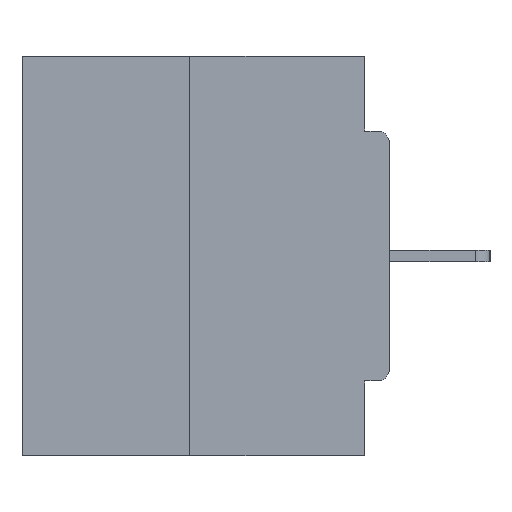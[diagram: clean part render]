
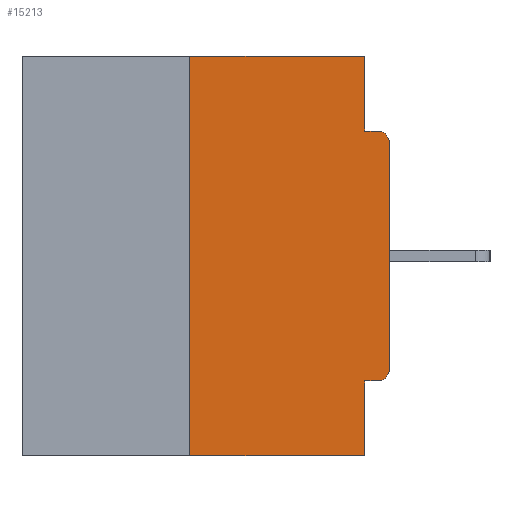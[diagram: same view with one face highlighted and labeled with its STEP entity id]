
A CAD part, left-side view. The second image highlights one B-rep face of the part: STEP entity #15213.
In plain terms, the highlighted planar face has unit normal (-1, 0, 0).
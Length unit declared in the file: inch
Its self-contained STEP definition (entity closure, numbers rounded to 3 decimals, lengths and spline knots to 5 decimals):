
#412 = VECTOR ( 'NONE', #5371, 39.37008 ) ;
#498 = EDGE_CURVE ( 'NONE', #8464, #14841, #24925, .T. ) ;
#694 = EDGE_CURVE ( 'NONE', #18333, #26146, #5585, .T. ) ;
#743 = VECTOR ( 'NONE', #1081, 39.37008 ) ;
#1077 = EDGE_LOOP ( 'NONE', ( #26829, #21006, #10190, #18162, #10695, #5307, #16292, #24914, #11964, #25143 ) ) ;
#1081 = DIRECTION ( 'NONE',  ( 0., 0., -1. ) ) ;
#1228 = DIRECTION ( 'NONE',  ( 0., 0., -1. ) ) ;
#1319 = VECTOR ( 'NONE', #10323, 39.37008 ) ;
#1367 = CARTESIAN_POINT ( 'NONE',  ( 0., 0.015, -0.1085 ) ) ;
#1558 = CARTESIAN_POINT ( 'NONE',  ( 0., 0., -0.0935 ) ) ;
#1942 = LINE ( 'NONE', #23313, #8773 ) ;
#2405 = DIRECTION ( 'NONE',  ( 0., 1., 0. ) ) ;
#2602 = CARTESIAN_POINT ( 'NONE',  ( 0., 0., -0.1085 ) ) ;
#2738 = CARTESIAN_POINT ( 'NONE',  ( 0., 0.46, 0. ) ) ;
#2809 = EDGE_CURVE ( 'NONE', #7829, #14841, #9546, .T. ) ;
#3231 = VECTOR ( 'NONE', #2405, 39.37008 ) ;
#3818 = DIRECTION ( 'NONE',  ( 0., 0., 1. ) ) ;
#3852 = EDGE_CURVE ( 'NONE', #27483, #18619, #13176, .T. ) ;
#4474 = LINE ( 'NONE', #2738, #5073 ) ;
#4687 = DIRECTION ( 'NONE',  ( 1., 0., 0. ) ) ;
#5073 = VECTOR ( 'NONE', #26387, 39.37008 ) ;
#5307 = ORIENTED_EDGE ( 'NONE', *, *, #7537, .T. ) ;
#5371 = DIRECTION ( 'NONE',  ( 0., 0., -1. ) ) ;
#5585 = LINE ( 'NONE', #1558, #1319 ) ;
#6716 = VERTEX_POINT ( 'NONE', #14774 ) ;
#7537 = EDGE_CURVE ( 'NONE', #15613, #27483, #23793, .T. ) ;
#7829 = VERTEX_POINT ( 'NONE', #11242 ) ;
#8047 = VERTEX_POINT ( 'NONE', #25653 ) ;
#8464 = VERTEX_POINT ( 'NONE', #14746 ) ;
#8595 = EDGE_CURVE ( 'NONE', #15613, #7829, #24617, .T. ) ;
#8773 = VECTOR ( 'NONE', #3818, 39.37008 ) ;
#8813 = EDGE_CURVE ( 'NONE', #8464, #6716, #1942, .T. ) ;
#9410 = CARTESIAN_POINT ( 'NONE',  ( 0., 0.46, 0. ) ) ;
#9546 = LINE ( 'NONE', #16411, #743 ) ;
#10190 = ORIENTED_EDGE ( 'NONE', *, *, #498, .T. ) ;
#10323 = DIRECTION ( 'NONE',  ( 0., -1., 0. ) ) ;
#10695 = ORIENTED_EDGE ( 'NONE', *, *, #8595, .F. ) ;
#11242 = CARTESIAN_POINT ( 'NONE',  ( 0., 0.031, -0.4065 ) ) ;
#11566 = DIRECTION ( 'NONE',  ( 0., 0., -1. ) ) ;
#11732 = AXIS2_PLACEMENT_3D ( 'NONE', #9410, #4687, #11566 ) ;
#11964 = ORIENTED_EDGE ( 'NONE', *, *, #694, .F. ) ;
#12033 = CARTESIAN_POINT ( 'NONE',  ( 0., 0., -0.3915 ) ) ;
#12392 = DIRECTION ( 'NONE',  ( -1., 0., 0. ) ) ;
#12740 = DIRECTION ( 'NONE',  ( 0., 0., 1. ) ) ;
#12791 = CARTESIAN_POINT ( 'NONE',  ( 0., 0.015, -0.3915 ) ) ;
#13176 = LINE ( 'NONE', #19489, #17593 ) ;
#13952 = CARTESIAN_POINT ( 'NONE',  ( 0., 0.031, -0.0935 ) ) ;
#14394 = CARTESIAN_POINT ( 'NONE',  ( 0., 0.031, 0. ) ) ;
#14686 = CARTESIAN_POINT ( 'NONE',  ( 0., 0.015, -0.4065 ) ) ;
#14746 = CARTESIAN_POINT ( 'NONE',  ( 0., 0.25, -0.5 ) ) ;
#14774 = CARTESIAN_POINT ( 'NONE',  ( 0., 0.25, 0. ) ) ;
#14841 = VERTEX_POINT ( 'NONE', #24492 ) ;
#15213 = ADVANCED_FACE ( 'NONE', ( #15850 ), #19874, .F. ) ;
#15521 = CIRCLE ( 'NONE', #22835, 0.015 ) ;
#15613 = VERTEX_POINT ( 'NONE', #14686 ) ;
#15850 = FACE_OUTER_BOUND ( 'NONE', #1077, .T. ) ;
#16292 = ORIENTED_EDGE ( 'NONE', *, *, #3852, .T. ) ;
#16411 = CARTESIAN_POINT ( 'NONE',  ( 0., 0.031, -0.5 ) ) ;
#16531 = LINE ( 'NONE', #14394, #412 ) ;
#17396 = DIRECTION ( 'NONE',  ( 0., 0., -1. ) ) ;
#17593 = VECTOR ( 'NONE', #12740, 39.37008 ) ;
#17897 = CARTESIAN_POINT ( 'NONE',  ( 0., 0., -0.4065 ) ) ;
#18162 = ORIENTED_EDGE ( 'NONE', *, *, #2809, .F. ) ;
#18333 = VERTEX_POINT ( 'NONE', #13952 ) ;
#18479 = DIRECTION ( 'NONE',  ( 0., -1., 0. ) ) ;
#18619 = VERTEX_POINT ( 'NONE', #2602 ) ;
#18682 = VECTOR ( 'NONE', #18479, 39.37008 ) ;
#19489 = CARTESIAN_POINT ( 'NONE',  ( 0., 0., 0. ) ) ;
#19772 = EDGE_CURVE ( 'NONE', #18619, #26146, #15521, .T. ) ;
#19874 = PLANE ( 'NONE',  #11732 ) ;
#21006 = ORIENTED_EDGE ( 'NONE', *, *, #8813, .F. ) ;
#21477 = EDGE_CURVE ( 'NONE', #8047, #18333, #16531, .T. ) ;
#22835 = AXIS2_PLACEMENT_3D ( 'NONE', #1367, #12392, #1228 ) ;
#22952 = EDGE_CURVE ( 'NONE', #6716, #8047, #4474, .T. ) ;
#23313 = CARTESIAN_POINT ( 'NONE',  ( 0., 0.25, 0. ) ) ;
#23793 = CIRCLE ( 'NONE', #25159, 0.015 ) ;
#24492 = CARTESIAN_POINT ( 'NONE',  ( 0., 0.031, -0.5 ) ) ;
#24514 = CARTESIAN_POINT ( 'NONE',  ( 0., 0.46, -0.5 ) ) ;
#24617 = LINE ( 'NONE', #17897, #3231 ) ;
#24914 = ORIENTED_EDGE ( 'NONE', *, *, #19772, .T. ) ;
#24925 = LINE ( 'NONE', #24514, #18682 ) ;
#25143 = ORIENTED_EDGE ( 'NONE', *, *, #21477, .F. ) ;
#25159 = AXIS2_PLACEMENT_3D ( 'NONE', #12791, #28238, #17396 ) ;
#25653 = CARTESIAN_POINT ( 'NONE',  ( 0., 0.031, 0. ) ) ;
#26146 = VERTEX_POINT ( 'NONE', #27725 ) ;
#26387 = DIRECTION ( 'NONE',  ( 0., -1., 0. ) ) ;
#26829 = ORIENTED_EDGE ( 'NONE', *, *, #22952, .F. ) ;
#27483 = VERTEX_POINT ( 'NONE', #12033 ) ;
#27725 = CARTESIAN_POINT ( 'NONE',  ( 0., 0.015, -0.0935 ) ) ;
#28238 = DIRECTION ( 'NONE',  ( -1., 0., 0. ) ) ;
